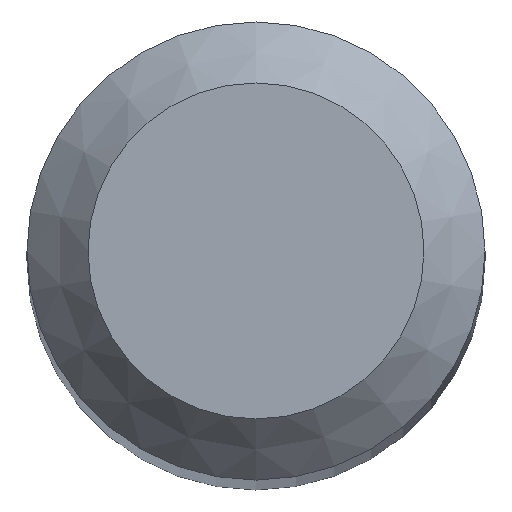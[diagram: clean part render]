
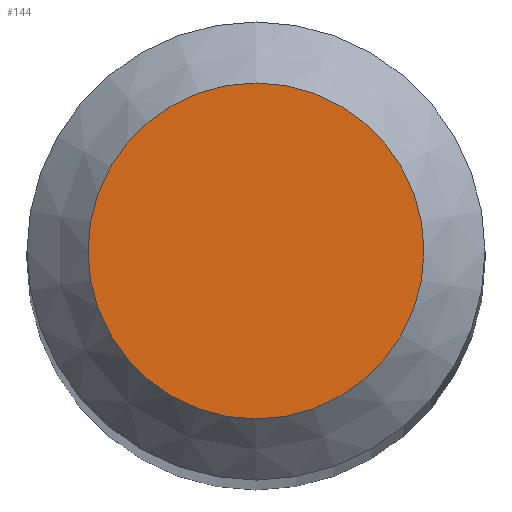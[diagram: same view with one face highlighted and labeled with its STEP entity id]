
A CAD part, top view. The second image highlights one B-rep face of the part: STEP entity #144.
In plain terms, the highlighted planar face has unit normal (0, 0, 1).
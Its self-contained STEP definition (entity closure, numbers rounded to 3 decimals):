
#23 = AXIS2_PLACEMENT_3D ( 'NONE', #211, #24, #125 ) ;
#24 = DIRECTION ( 'NONE',  ( 0., 0., -1. ) ) ;
#27 = DIRECTION ( 'NONE',  ( 0., 1., 0. ) ) ;
#54 = FACE_OUTER_BOUND ( 'NONE', #116, .T. ) ;
#55 = CARTESIAN_POINT ( 'NONE',  ( 0., 0., 30. ) ) ;
#62 = CARTESIAN_POINT ( 'NONE',  ( 0., 0.55, 30. ) ) ;
#116 = EDGE_LOOP ( 'NONE', ( #171 ) ) ;
#121 = PLANE ( 'NONE',  #200 ) ;
#125 = DIRECTION ( 'NONE',  ( 0., 1., 0. ) ) ;
#126 = CIRCLE ( 'NONE', #23, 0.55 ) ;
#144 = ADVANCED_FACE ( 'NONE', ( #54 ), #121, .F. ) ;
#171 = ORIENTED_EDGE ( 'NONE', *, *, #203, .F. ) ;
#175 = DIRECTION ( 'NONE',  ( 0., 0., -1. ) ) ;
#182 = VERTEX_POINT ( 'NONE', #62 ) ;
#200 = AXIS2_PLACEMENT_3D ( 'NONE', #55, #175, #27 ) ;
#203 = EDGE_CURVE ( 'NONE', #182, #182, #126, .T. ) ;
#211 = CARTESIAN_POINT ( 'NONE',  ( 0., 0., 30. ) ) ;
